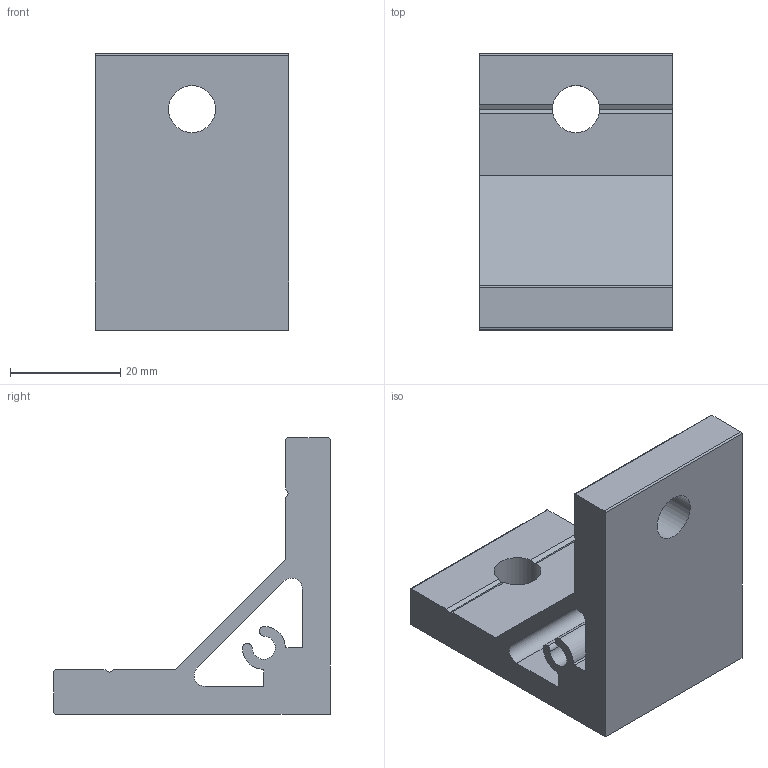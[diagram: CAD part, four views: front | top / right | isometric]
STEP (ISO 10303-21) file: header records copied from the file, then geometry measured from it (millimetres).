
FILE_DESCRIPTION( ( 'STEP AP214' ), ' ' );
FILE_NAME( 'AEL40.stp', '2018-12-27T06:03:20', ( '' ), ( '' ), ' ', 'PARTsolutions', ' ' );
FILE_SCHEMA( ( 'AUTOMOTIVE_DESIGN { 1 0 10303 214 1 1 1 1 }' ) );
Length unit declared in the file: millimetre
Products named in the file (1): _AEL40
Bounding box: 35 x 50 x 50 mm (x, y, z)
Volume: 25608.8 mm3; surface area: 11301.5 mm2
Topology: 1 solids, 1 shells, 43 faces, 128 edges, 85 vertices
Faces by surface type: plane 24, cylinder 19
Full cylindrical faces by diameter (mm): 8.5 x2
Entity records: 1815 total; most frequent: DIRECTION 261, CARTESIAN_POINT 253, ORIENTED_EDGE 250, EDGE_CURVE 125, AXIS2_PLACEMENT_3D 92, VERTEX_POINT 84, LINE 77, VECTOR 77
